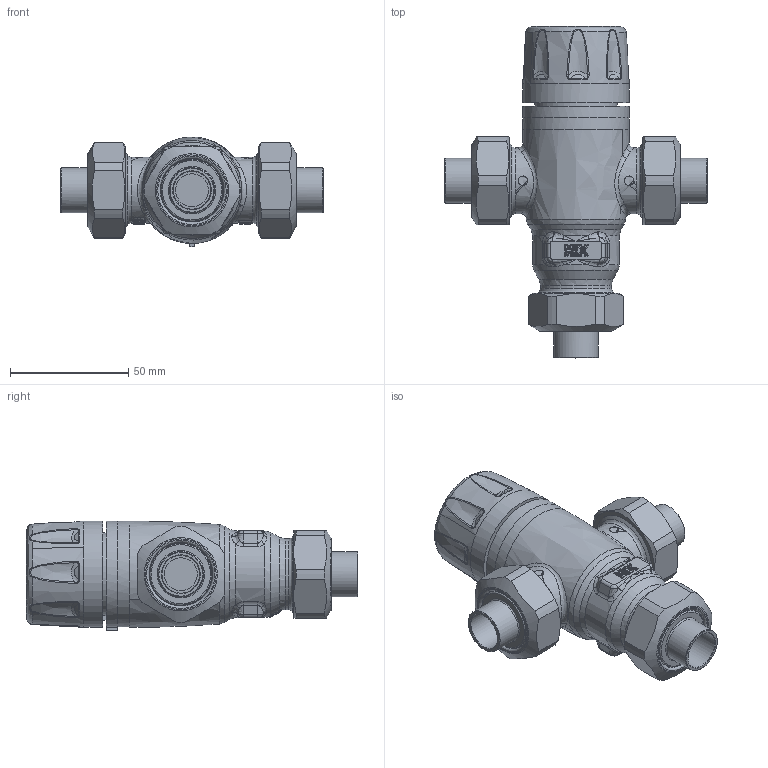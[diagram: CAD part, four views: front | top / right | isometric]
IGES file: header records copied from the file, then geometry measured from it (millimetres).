
Global section: file name: 521409A; native system: Autodesk Inventor 2024; preprocessor: unknown; author: ischreiner; date: 20250610.101806; units: centimetre
Bounding box: 111.1 x 140.6 x 46.48 mm (x, y, z)
Volume: 221385.1 mm3; surface area: 46237.4 mm2
Topology: 7 solids, 7 shells, 1261 faces, 2991 edges, 1676 vertices
Faces by surface type: bspline 1261
